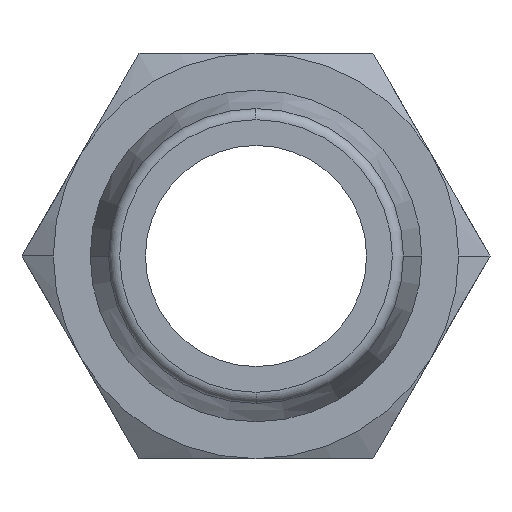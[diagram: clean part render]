
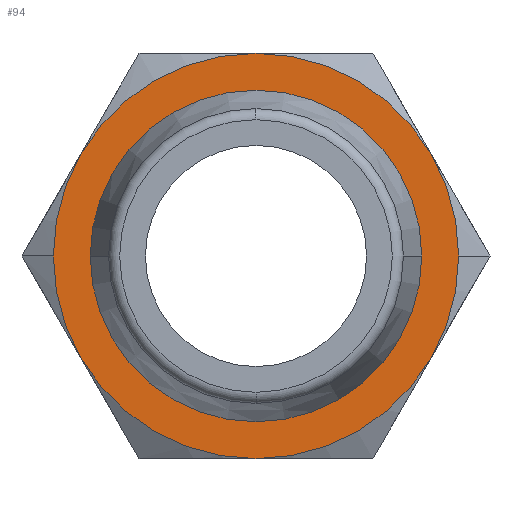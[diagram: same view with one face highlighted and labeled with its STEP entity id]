
A CAD part, front view. The second image highlights one B-rep face of the part: STEP entity #94.
In plain terms, the highlighted planar face has unit normal (0, -1, 0).
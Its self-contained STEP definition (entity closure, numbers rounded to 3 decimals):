
#94=ADVANCED_FACE('',(#209,#210),#211,.T.);
#209=FACE_OUTER_BOUND('',#346,.T.);
#210=FACE_BOUND('',#347,.T.);
#211=PLANE('',#348);
#346=EDGE_LOOP('',(#548,#549,#550,#551,#552,#553,#554,#555));
#347=EDGE_LOOP('',(#556,#557));
#348=AXIS2_PLACEMENT_3D('',#558,#559,#560);
#548=ORIENTED_EDGE('',*,*,#824,.T.);
#549=ORIENTED_EDGE('',*,*,#847,.T.);
#550=ORIENTED_EDGE('',*,*,#827,.T.);
#551=ORIENTED_EDGE('',*,*,#848,.T.);
#552=ORIENTED_EDGE('',*,*,#849,.T.);
#553=ORIENTED_EDGE('',*,*,#850,.T.);
#554=ORIENTED_EDGE('',*,*,#851,.T.);
#555=ORIENTED_EDGE('',*,*,#852,.T.);
#556=ORIENTED_EDGE('',*,*,#853,.F.);
#557=ORIENTED_EDGE('',*,*,#854,.F.);
#558=CARTESIAN_POINT('',(-2.75,14.0,0.0));
#559=DIRECTION('',(0.,-1.0,0.0));
#560=DIRECTION('',(-1.0,0.,0.0));
#824=EDGE_CURVE('',#966,#985,#987,.T.);
#827=EDGE_CURVE('',#989,#927,#991,.T.);
#847=EDGE_CURVE('',#985,#989,#1015,.T.);
#848=EDGE_CURVE('',#927,#1016,#1017,.T.);
#849=EDGE_CURVE('',#1016,#1018,#1019,.T.);
#850=EDGE_CURVE('',#1018,#1020,#1021,.T.);
#851=EDGE_CURVE('',#1020,#1022,#1023,.T.);
#852=EDGE_CURVE('',#1022,#966,#1024,.T.);
#853=EDGE_CURVE('',#1025,#1026,#1027,.T.);
#854=EDGE_CURVE('',#1026,#1025,#1028,.T.);
#927=VERTEX_POINT('',#1115);
#966=VERTEX_POINT('',#1185);
#985=VERTEX_POINT('',#1231);
#987=CIRCLE('',#1234,5.5);
#989=VERTEX_POINT('',#1236);
#991=CIRCLE('',#1249,5.5);
#1015=CIRCLE('',#1279,5.5);
#1016=VERTEX_POINT('',#1280);
#1017=CIRCLE('',#1281,5.5);
#1018=VERTEX_POINT('',#1282);
#1019=CIRCLE('',#1283,5.5);
#1020=VERTEX_POINT('',#1284);
#1021=CIRCLE('',#1285,5.5);
#1022=VERTEX_POINT('',#1286);
#1023=CIRCLE('',#1287,5.5);
#1024=CIRCLE('',#1288,5.5);
#1025=VERTEX_POINT('',#1289);
#1026=VERTEX_POINT('',#1290);
#1027=CIRCLE('',#1291,4.5);
#1028=CIRCLE('',#1292,4.5);
#1115=CARTESIAN_POINT('',(0.,14.0,-5.5));
#1185=CARTESIAN_POINT('',(-4.763,14.0,2.75));
#1231=CARTESIAN_POINT('',(-5.5,14.0,0.));
#1234=AXIS2_PLACEMENT_3D('',#1507,#1508,#1509);
#1236=CARTESIAN_POINT('',(-4.763,14.0,-2.75));
#1249=AXIS2_PLACEMENT_3D('',#1510,#1511,#1512);
#1279=AXIS2_PLACEMENT_3D('',#1540,#1541,#1542);
#1280=CARTESIAN_POINT('',(4.763,14.0,-2.75));
#1281=AXIS2_PLACEMENT_3D('',#1543,#1544,#1545);
#1282=CARTESIAN_POINT('',(5.5,14.0,0.));
#1283=AXIS2_PLACEMENT_3D('',#1546,#1547,#1548);
#1284=CARTESIAN_POINT('',(4.763,14.0,2.75));
#1285=AXIS2_PLACEMENT_3D('',#1549,#1550,#1551);
#1286=CARTESIAN_POINT('',(0.,14.0,5.5));
#1287=AXIS2_PLACEMENT_3D('',#1552,#1553,#1554);
#1288=AXIS2_PLACEMENT_3D('',#1555,#1556,#1557);
#1289=CARTESIAN_POINT('',(-4.5,14.0,0.));
#1290=CARTESIAN_POINT('',(4.5,14.0,0.));
#1291=AXIS2_PLACEMENT_3D('',#1558,#1559,#1560);
#1292=AXIS2_PLACEMENT_3D('',#1561,#1562,#1563);
#1507=CARTESIAN_POINT('',(0.,14.0,0.0));
#1508=DIRECTION('',(0.,-1.0,0.0));
#1509=DIRECTION('',(-1.0,0.,0.0));
#1510=CARTESIAN_POINT('',(0.,14.0,0.0));
#1511=DIRECTION('',(0.,-1.0,0.0));
#1512=DIRECTION('',(-1.0,0.,0.0));
#1540=CARTESIAN_POINT('',(0.,14.0,0.0));
#1541=DIRECTION('',(0.,-1.0,0.0));
#1542=DIRECTION('',(-1.0,0.,0.0));
#1543=CARTESIAN_POINT('',(0.,14.0,0.0));
#1544=DIRECTION('',(0.,-1.0,0.0));
#1545=DIRECTION('',(-1.0,0.,0.0));
#1546=CARTESIAN_POINT('',(0.,14.0,0.0));
#1547=DIRECTION('',(0.,-1.0,0.0));
#1548=DIRECTION('',(-1.0,0.,0.0));
#1549=CARTESIAN_POINT('',(0.,14.0,0.0));
#1550=DIRECTION('',(0.,-1.0,0.0));
#1551=DIRECTION('',(-1.0,0.,0.0));
#1552=CARTESIAN_POINT('',(0.,14.0,0.0));
#1553=DIRECTION('',(0.,-1.0,0.0));
#1554=DIRECTION('',(-1.0,0.,0.0));
#1555=CARTESIAN_POINT('',(0.,14.0,0.0));
#1556=DIRECTION('',(0.,-1.0,0.0));
#1557=DIRECTION('',(-1.0,0.,0.0));
#1558=CARTESIAN_POINT('',(0.0,14.0,0.0));
#1559=DIRECTION('',(0.,-1.0,0.0));
#1560=DIRECTION('',(1.0,0.,0.0));
#1561=CARTESIAN_POINT('',(0.0,14.0,0.0));
#1562=DIRECTION('',(0.,-1.0,0.0));
#1563=DIRECTION('',(1.0,0.,0.0));
